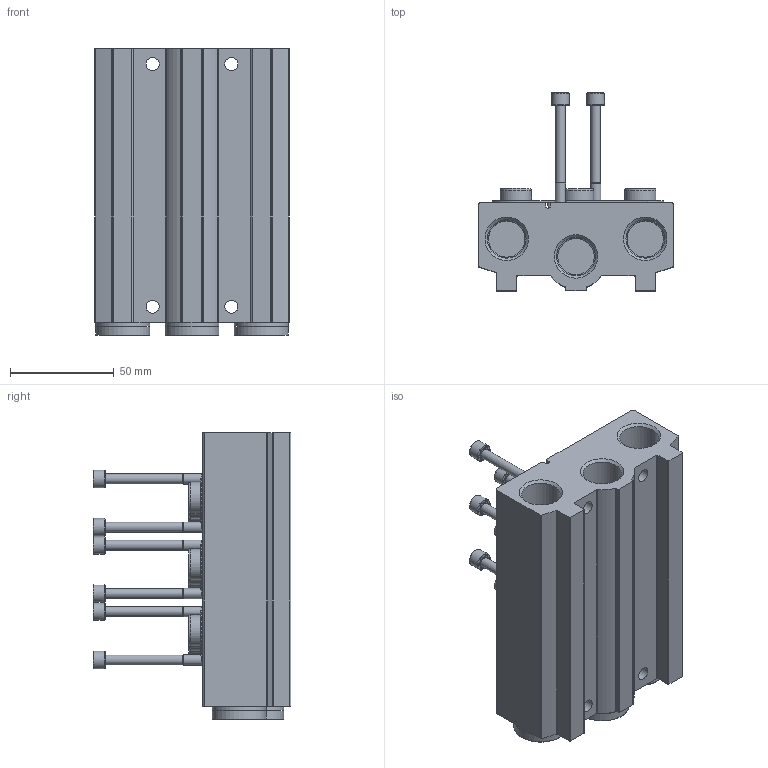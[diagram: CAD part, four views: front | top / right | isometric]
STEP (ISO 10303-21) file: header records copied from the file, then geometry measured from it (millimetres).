
FILE_DESCRIPTION(/* description */ ('STEP AP214'),/* implementation_level */ '2;1');
FILE_NAME(/* name */ '8026378_VABM-B10-30S-G12-3',/* time_stamp */ '2024-09-15T23:26:25+02:00',/* author */ ('License CC BY-ND 4.0'),/* organization */ ('CADENAS'),/* preprocessor_version */ 'ST-DEVELOPER v19.3',/* originating_system */ 'PARTsolutions',/* authorisation */ ' ');
FILE_SCHEMA (('AUTOMOTIVE_DESIGN {1 0 10303 214 3 1 1}'));
Length unit declared in the file: millimetre
Products named in the file (5): 8026378 VABM-B10-30S-G12-3; 8026378 VABM-B10-30S-G12-3---(M); 1658619 VUVS-G3-3---(S); 2191444 F-M5x60-10.9; 3571 B-1/2---(Plug)
Assembly tree (13 placements, depth 2):
  8026378 VABM-B10-30S-G12-3
    8026378 VABM-B10-30S-G12-3---(M)
    1658619 VUVS-G3-3---(S)  x3
    2191444 F-M5x60-10.9  x6
    3571 B-1/2---(Plug)  x3
Bounding box: 94 x 95.4 x 138.35 mm (x, y, z)
Volume: 386991.7 mm3; surface area: 102414.8 mm2
Topology: 13 solids, 13 shells, 626 faces, 1509 edges, 964 vertices
Faces by surface type: plane 291, cylinder 198, cone 110, torus 27
Full cylindrical faces by diameter (mm): 3.5 x1, 4.134 x7, 4.75 x6, 5 x6, 6.3 x4, 8.5 x6, 9 x9, 12 x9, 15.1 x9, 17.6 x3, 18.1 x9, 18.631 x6, 20.955 x3, 23.4 x3, 26 x6
Entity records: 8040 total; most frequent: CARTESIAN_POINT 1495, DIRECTION 1389, ORIENTED_EDGE 1134, EDGE_CURVE 567, AXIS2_PLACEMENT_3D 550, FACE_BOUND 449, EDGE_LOOP 441, VERTEX_POINT 428
